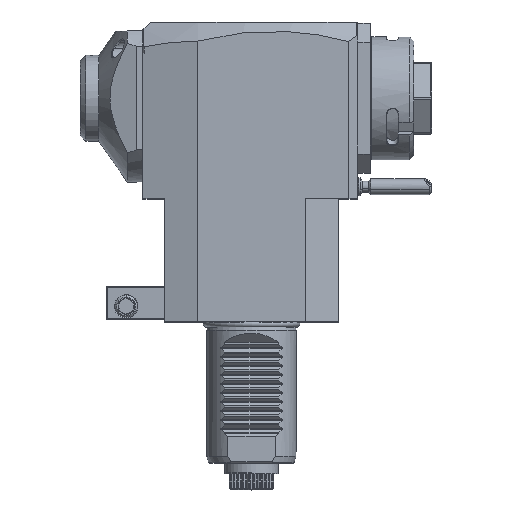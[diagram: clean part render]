
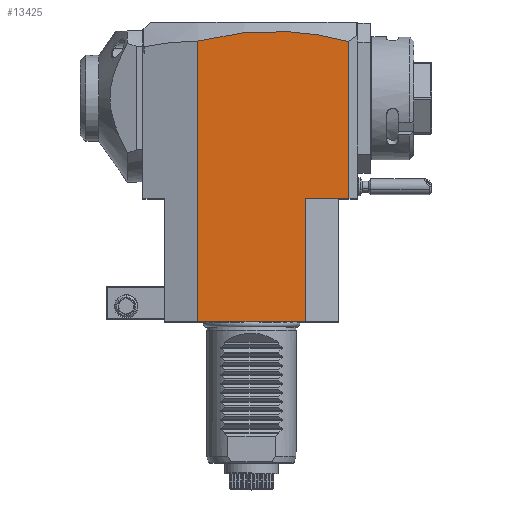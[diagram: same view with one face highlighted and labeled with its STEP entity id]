
A CAD part, top view. The second image highlights one B-rep face of the part: STEP entity #13425.
In plain terms, the highlighted planar face has unit normal (0, 0, 1).
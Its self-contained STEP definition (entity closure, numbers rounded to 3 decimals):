
#17=DIRECTION('',(-1.,0.,0.));
#18=VECTOR('',#17,48.);
#19=CARTESIAN_POINT('',(24.,0.,37.5));
#20=LINE('',#19,#18);
#81=DIRECTION('',(0.,-1.,0.));
#82=VECTOR('',#81,70.258);
#83=CARTESIAN_POINT('',(43.5,125.258,37.5));
#84=LINE('',#83,#82);
#85=DIRECTION('',(-1.,0.,0.));
#86=VECTOR('',#85,19.5);
#87=CARTESIAN_POINT('',(43.5,55.,37.5));
#88=LINE('',#87,#86);
#89=CARTESIAN_POINT('',(-24.,125.435,37.5));
#90=CARTESIAN_POINT('',(-18.371,126.939,37.5));
#91=CARTESIAN_POINT('',(-7.115,129.162,37.5));
#92=CARTESIAN_POINT('',(9.762,130.233,37.5));
#93=CARTESIAN_POINT('',(26.635,129.072,37.5));
#94=CARTESIAN_POINT('',(37.879,126.791,37.5));
#95=CARTESIAN_POINT('',(43.5,125.258,37.5));
#2281=DIRECTION('',(0.,-1.,0.));
#2282=VECTOR('',#2281,125.435);
#2283=CARTESIAN_POINT('',(-24.,125.435,37.5));
#2284=LINE('',#2283,#2282);
#5850=DIRECTION('',(0.,1.,0.));
#5851=VECTOR('',#5850,55.);
#5852=CARTESIAN_POINT('',(24.,0.,37.5));
#5853=LINE('',#5852,#5851);
#12508=VERTEX_POINT('',#89);
#12509=VERTEX_POINT('',#95);
#12940=CARTESIAN_POINT('',(43.5,55.,37.5));
#12941=VERTEX_POINT('',#12940);
#12962=CARTESIAN_POINT('',(24.,0.,37.5));
#12963=VERTEX_POINT('',#12962);
#12964=CARTESIAN_POINT('',(-24.,0.,37.5));
#12965=VERTEX_POINT('',#12964);
#13318=CARTESIAN_POINT('',(24.,55.,37.5));
#13319=VERTEX_POINT('',#13318);
#13408=CARTESIAN_POINT('',(-39.202,55.,37.5));
#13409=DIRECTION('',(0.,0.,1.));
#13410=DIRECTION('',(1.,0.,0.));
#13411=AXIS2_PLACEMENT_3D('',#13408,#13409,#13410);
#13412=PLANE('',#13411);
#13414=ORIENTED_EDGE('',*,*,#13413,.T.);
#13415=ORIENTED_EDGE('',*,*,#13390,.T.);
#13417=ORIENTED_EDGE('',*,*,#13416,.F.);
#13418=ORIENTED_EDGE('',*,*,#13337,.T.);
#13420=ORIENTED_EDGE('',*,*,#13419,.F.);
#13422=ORIENTED_EDGE('',*,*,#13421,.T.);
#13423=EDGE_LOOP('',(#13414,#13415,#13417,#13418,#13420,#13422));
#13424=FACE_OUTER_BOUND('',#13423,.F.);
#96=B_SPLINE_CURVE_WITH_KNOTS('',3,(#89,#90,#91,#92,#93,#94,#95),.UNSPECIFIED.,
.F.,.F.,(4,1,1,1,4),(0.,0.25,0.5,0.75,1.),.UNSPECIFIED.);
#13337=EDGE_CURVE('',#12963,#12965,#20,.T.);
#13390=EDGE_CURVE('',#12941,#13319,#88,.T.);
#13413=EDGE_CURVE('',#12509,#12941,#84,.T.);
#13416=EDGE_CURVE('',#12963,#13319,#5853,.T.);
#13419=EDGE_CURVE('',#12508,#12965,#2284,.T.);
#13421=EDGE_CURVE('',#12508,#12509,#96,.T.);
#13425=ADVANCED_FACE('',(#13424),#13412,.T.);
